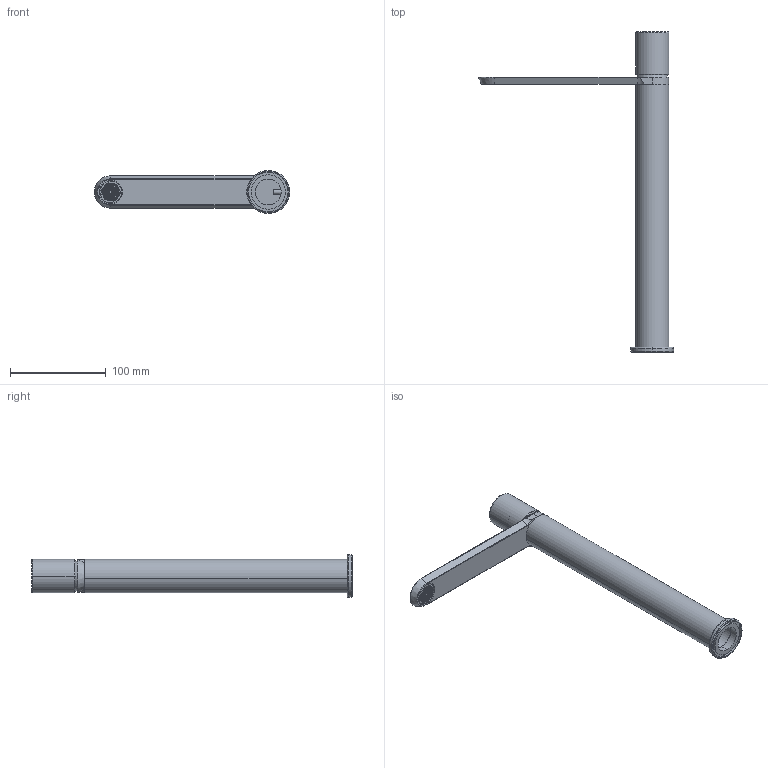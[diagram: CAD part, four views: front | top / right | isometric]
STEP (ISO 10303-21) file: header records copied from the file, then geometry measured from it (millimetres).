
FILE_DESCRIPTION (( 'STEP AP214' ), '1' );
FILE_NAME ('24030AL.STEP', '2023-09-14T06:55:53', ( '' ), ( '' ), 'SwSTEP 2.0', 'SolidWorks 2018', '' );
FILE_SCHEMA (( 'AUTOMOTIVE_DESIGN' ));
Length unit declared in the file: millimetre
Products named in the file (1): 24030AL
Bounding box: 204.42 x 335 x 44.9 mm (x, y, z)
Surface area: 79279.1 mm2 (no closed solid volume)
Topology: 0 solids, 7 shells, 228 faces, 649 edges, 432 vertices
Faces by surface type: cylinder 178, plane 28, torus 11, bspline 6, cone 5
Entity records: 10359 total; most frequent: CARTESIAN_POINT 1588, DIRECTION 1466, ORIENTED_EDGE 1126, EDGE_CURVE 649, AXIS2_PLACEMENT_3D 618, VERTEX_POINT 432, CIRCLE 395, EDGE_LOOP 310
